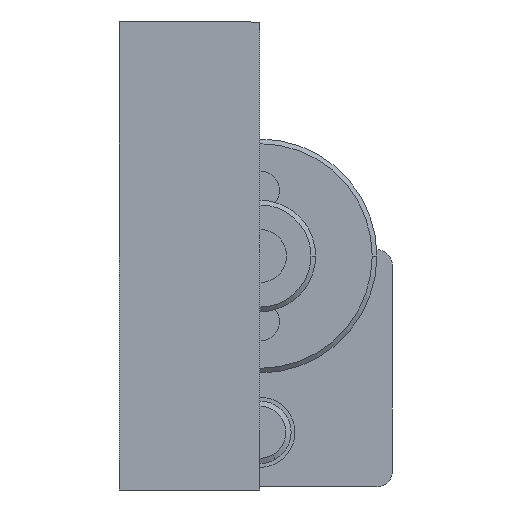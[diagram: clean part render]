
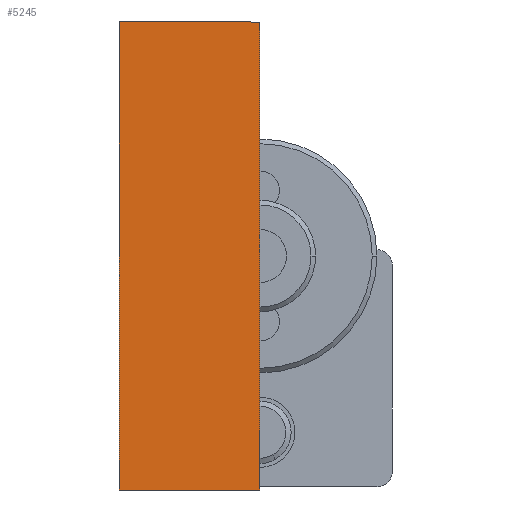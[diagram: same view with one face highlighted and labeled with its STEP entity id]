
A CAD part, front view. The second image highlights one B-rep face of the part: STEP entity #5245.
In plain terms, the highlighted planar face has unit normal (0, -1, 0).
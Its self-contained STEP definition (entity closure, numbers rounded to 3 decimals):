
#296 = DIRECTION ( 'NONE',  ( 0., 0., -1. ) ) ;
#355 = EDGE_CURVE ( 'NONE', #3763, #1194, #6692, .T. ) ;
#496 = FACE_OUTER_BOUND ( 'NONE', #4108, .T. ) ;
#599 = PLANE ( 'NONE',  #2135 ) ;
#656 = LINE ( 'NONE', #6350, #3579 ) ;
#976 = VECTOR ( 'NONE', #8381, 1000. ) ;
#1097 = ORIENTED_EDGE ( 'NONE', *, *, #8565, .T. ) ;
#1194 = VERTEX_POINT ( 'NONE', #7771 ) ;
#1873 = DIRECTION ( 'NONE',  ( 1., 0., 0. ) ) ;
#1984 = CARTESIAN_POINT ( 'NONE',  ( -9., 0., 15. ) ) ;
#2135 = AXIS2_PLACEMENT_3D ( 'NONE', #9260, #3556, #3484 ) ;
#2660 = EDGE_CURVE ( 'NONE', #3763, #9050, #656, .T. ) ;
#2909 = VECTOR ( 'NONE', #296, 1000. ) ;
#2980 = LINE ( 'NONE', #1984, #976 ) ;
#3484 = DIRECTION ( 'NONE',  ( 0., 0., -1. ) ) ;
#3556 = DIRECTION ( 'NONE',  ( 0., -1., 0. ) ) ;
#3579 = VECTOR ( 'NONE', #7805, 1000. ) ;
#3763 = VERTEX_POINT ( 'NONE', #6640 ) ;
#4108 = EDGE_LOOP ( 'NONE', ( #8247, #5608, #1097, #5296 ) ) ;
#4720 = VECTOR ( 'NONE', #1873, 1000. ) ;
#5245 = ADVANCED_FACE ( 'NONE', ( #496 ), #599, .T. ) ;
#5296 = ORIENTED_EDGE ( 'NONE', *, *, #7006, .T. ) ;
#5608 = ORIENTED_EDGE ( 'NONE', *, *, #2660, .T. ) ;
#6350 = CARTESIAN_POINT ( 'NONE',  ( 9., 0., 15. ) ) ;
#6640 = CARTESIAN_POINT ( 'NONE',  ( 0., 0., 15. ) ) ;
#6645 = CARTESIAN_POINT ( 'NONE',  ( 0., 0., -15. ) ) ;
#6692 = LINE ( 'NONE', #6645, #2909 ) ;
#7006 = EDGE_CURVE ( 'NONE', #7410, #1194, #7957, .T. ) ;
#7410 = VERTEX_POINT ( 'NONE', #8141 ) ;
#7771 = CARTESIAN_POINT ( 'NONE',  ( 0., 0., -15. ) ) ;
#7802 = CARTESIAN_POINT ( 'NONE',  ( -9., 0., 15. ) ) ;
#7805 = DIRECTION ( 'NONE',  ( -1., 0., 0. ) ) ;
#7957 = LINE ( 'NONE', #8265, #4720 ) ;
#8141 = CARTESIAN_POINT ( 'NONE',  ( -9., 0., -15. ) ) ;
#8247 = ORIENTED_EDGE ( 'NONE', *, *, #355, .F. ) ;
#8265 = CARTESIAN_POINT ( 'NONE',  ( 9., 0., -15. ) ) ;
#8381 = DIRECTION ( 'NONE',  ( 0., 0., -1. ) ) ;
#8565 = EDGE_CURVE ( 'NONE', #9050, #7410, #2980, .T. ) ;
#9050 = VERTEX_POINT ( 'NONE', #7802 ) ;
#9260 = CARTESIAN_POINT ( 'NONE',  ( -9., 0., 15. ) ) ;
